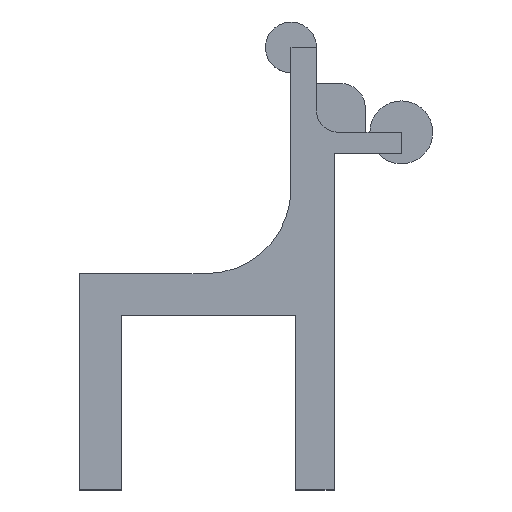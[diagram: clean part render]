
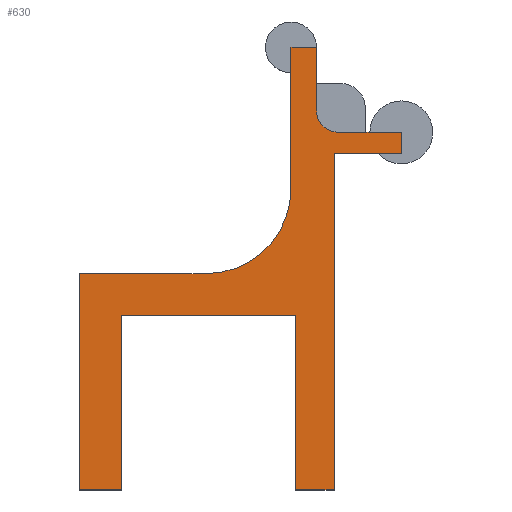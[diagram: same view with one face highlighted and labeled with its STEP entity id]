
A CAD part, top view. The second image highlights one B-rep face of the part: STEP entity #630.
In plain terms, the highlighted planar face has unit normal (0, 0, 1).
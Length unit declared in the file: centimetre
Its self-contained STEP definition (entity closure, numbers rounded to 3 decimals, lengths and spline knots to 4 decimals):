
#124=PLANE('',#671);
#129=VECTOR('',#683,1.);
#161=VECTOR('',#742,1.);
#165=VECTOR('',#751,1.);
#166=VECTOR('',#753,1.);
#167=VECTOR('',#755,1.);
#168=VECTOR('',#767,1.);
#171=VECTOR('',#771,1.);
#172=VECTOR('',#773,1.);
#174=VECTOR('',#776,1.);
#176=VECTOR('',#779,1.);
#178=VECTOR('',#782,1.);
#180=VECTOR('',#785,1.);
#182=VECTOR('',#788,1.);
#184=VECTOR('',#791,1.);
#189=LINE('',#807,#129);
#221=LINE('',#885,#161);
#225=LINE('',#895,#165);
#226=LINE('',#898,#166);
#227=LINE('',#900,#167);
#228=LINE('',#911,#168);
#231=LINE('',#917,#171);
#232=LINE('',#919,#172);
#234=LINE('',#923,#174);
#236=LINE('',#927,#176);
#238=LINE('',#931,#178);
#240=LINE('',#935,#180);
#242=LINE('',#939,#182);
#244=LINE('',#943,#184);
#247=VERTEX_POINT('',#798);
#248=VERTEX_POINT('',#800);
#250=VERTEX_POINT('',#806);
#279=VERTEX_POINT('',#884);
#280=VERTEX_POINT('',#886);
#281=VERTEX_POINT('',#890);
#282=VERTEX_POINT('',#894);
#283=VERTEX_POINT('',#896);
#288=VERTEX_POINT('',#912);
#289=VERTEX_POINT('',#913);
#290=VERTEX_POINT('',#920);
#291=VERTEX_POINT('',#924);
#292=VERTEX_POINT('',#928);
#293=VERTEX_POINT('',#932);
#294=VERTEX_POINT('',#936);
#295=VERTEX_POINT('',#940);
#297=CIRCLE('',#633,1.);
#305=CIRCLE('',#653,0.25);
#312=EDGE_CURVE('',#247,#248,#297,.T.);
#316=EDGE_CURVE('',#250,#247,#189,.T.);
#355=EDGE_CURVE('',#279,#280,#221,.T.);
#358=EDGE_CURVE('',#281,#279,#305,.T.);
#360=EDGE_CURVE('',#282,#283,#225,.T.);
#362=EDGE_CURVE('',#248,#282,#226,.T.);
#363=EDGE_CURVE('',#283,#281,#227,.T.);
#368=EDGE_CURVE('',#288,#289,#228,.T.);
#371=EDGE_CURVE('',#289,#250,#231,.T.);
#372=EDGE_CURVE('',#280,#290,#232,.T.);
#374=EDGE_CURVE('',#290,#291,#234,.T.);
#376=EDGE_CURVE('',#291,#292,#236,.T.);
#378=EDGE_CURVE('',#292,#293,#238,.T.);
#380=EDGE_CURVE('',#293,#294,#240,.T.);
#382=EDGE_CURVE('',#294,#295,#242,.T.);
#384=EDGE_CURVE('',#295,#288,#244,.T.);
#519=ORIENTED_EDGE('',*,*,#368,.F.);
#520=ORIENTED_EDGE('',*,*,#384,.F.);
#521=ORIENTED_EDGE('',*,*,#382,.F.);
#522=ORIENTED_EDGE('',*,*,#380,.F.);
#523=ORIENTED_EDGE('',*,*,#378,.F.);
#524=ORIENTED_EDGE('',*,*,#376,.F.);
#525=ORIENTED_EDGE('',*,*,#374,.F.);
#526=ORIENTED_EDGE('',*,*,#372,.F.);
#527=ORIENTED_EDGE('',*,*,#355,.F.);
#528=ORIENTED_EDGE('',*,*,#358,.F.);
#529=ORIENTED_EDGE('',*,*,#363,.F.);
#530=ORIENTED_EDGE('',*,*,#360,.F.);
#531=ORIENTED_EDGE('',*,*,#362,.F.);
#532=ORIENTED_EDGE('',*,*,#312,.F.);
#533=ORIENTED_EDGE('',*,*,#316,.F.);
#534=ORIENTED_EDGE('',*,*,#371,.F.);
#568=EDGE_LOOP('',(#519,#520,#521,#522,#523,#524,#525,#526,#527,#528,#529,
#530,#531,#532,#533,#534));
#602=FACE_BOUND('',#568,.T.);
#630=ADVANCED_FACE('',(#602),#124,.T.);
#633=AXIS2_PLACEMENT_3D('',#799,#677,#678);
#653=AXIS2_PLACEMENT_3D('',#891,#747,#748);
#671=AXIS2_PLACEMENT_3D('',#944,#792,$);
#677=DIRECTION('',(0.,0.,1.));
#678=DIRECTION('',(0.707,-0.707,0.));
#683=DIRECTION('',(1.,0.,0.));
#742=DIRECTION('',(1.,0.,0.));
#747=DIRECTION('',(0.,0.,1.));
#748=DIRECTION('',(-0.177,-0.177,0.));
#751=DIRECTION('',(1.,0.,0.));
#753=DIRECTION('',(0.,1.,0.));
#755=DIRECTION('',(0.,-1.,0.));
#767=DIRECTION('',(-1.,0.,0.));
#771=DIRECTION('',(0.,1.,0.));
#773=DIRECTION('',(0.,-1.,0.));
#776=DIRECTION('',(-1.,0.,0.));
#779=DIRECTION('',(0.,-1.,0.));
#782=DIRECTION('',(-1.,0.,0.));
#785=DIRECTION('',(0.,1.,0.));
#788=DIRECTION('',(-1.,0.,0.));
#791=DIRECTION('',(0.,-1.,0.));
#792=DIRECTION('',(0.,0.,1.));
#798=CARTESIAN_POINT('',(-0.025,-1.9536,0.625));
#799=CARTESIAN_POINT('',(-0.025,-0.9536,0.625));
#800=CARTESIAN_POINT('',(0.975,-0.9536,0.625));
#806=CARTESIAN_POINT('',(-1.5198,-1.9536,0.625));
#807=CARTESIAN_POINT('',(-1.5198,-1.9536,0.625));
#884=CARTESIAN_POINT('',(1.525,-0.2875,0.625));
#885=CARTESIAN_POINT('',(1.275,-0.2875,0.625));
#886=CARTESIAN_POINT('',(2.275,-0.2875,0.625));
#890=CARTESIAN_POINT('',(1.275,-0.0375,0.625));
#891=CARTESIAN_POINT('',(1.525,-0.0375,0.625));
#894=CARTESIAN_POINT('',(0.975,0.7125,0.625));
#895=CARTESIAN_POINT('',(0.975,0.7125,0.625));
#896=CARTESIAN_POINT('',(1.275,0.7125,0.625));
#898=CARTESIAN_POINT('',(0.975,-1.9536,0.625));
#900=CARTESIAN_POINT('',(1.275,0.7125,0.625));
#911=CARTESIAN_POINT('',(-1.025,-4.5,0.625));
#912=CARTESIAN_POINT('',(-1.025,-4.5,0.625));
#913=CARTESIAN_POINT('',(-1.5198,-4.5,0.625));
#917=CARTESIAN_POINT('',(-1.5198,-4.5,0.625));
#919=CARTESIAN_POINT('',(2.275,-0.2875,0.625));
#920=CARTESIAN_POINT('',(2.275,-0.5375,0.625));
#923=CARTESIAN_POINT('',(2.275,-0.5375,0.625));
#924=CARTESIAN_POINT('',(1.4841,-0.5375,0.625));
#927=CARTESIAN_POINT('',(1.4841,-0.5375,0.625));
#928=CARTESIAN_POINT('',(1.4841,-4.5,0.625));
#931=CARTESIAN_POINT('',(1.4841,-4.5,0.625));
#932=CARTESIAN_POINT('',(1.025,-4.5,0.625));
#935=CARTESIAN_POINT('',(1.025,-4.5,0.625));
#936=CARTESIAN_POINT('',(1.025,-2.45,0.625));
#939=CARTESIAN_POINT('',(1.025,-2.45,0.625));
#940=CARTESIAN_POINT('',(-1.025,-2.45,0.625));
#943=CARTESIAN_POINT('',(-1.025,-2.45,0.625));
#944=CARTESIAN_POINT('',(0.4214,-2.2012,0.625));
